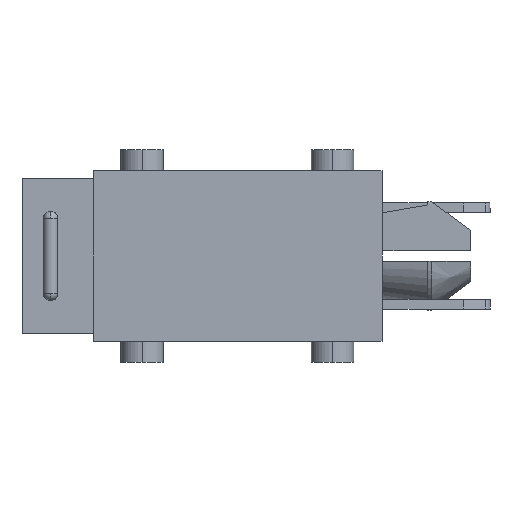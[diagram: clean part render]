
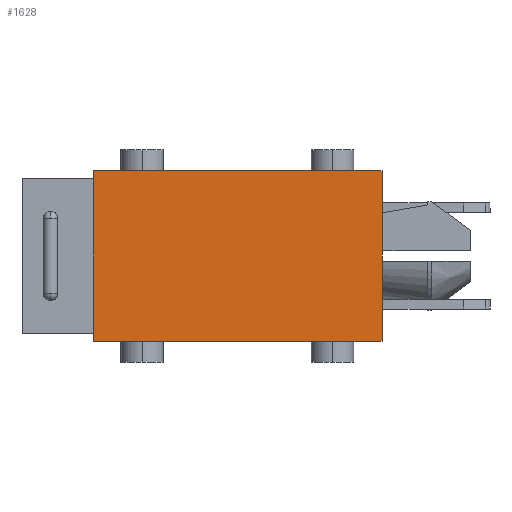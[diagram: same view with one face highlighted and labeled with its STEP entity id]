
A CAD part, left-side view. The second image highlights one B-rep face of the part: STEP entity #1628.
In plain terms, the highlighted planar face has unit normal (-1, 0, 0).
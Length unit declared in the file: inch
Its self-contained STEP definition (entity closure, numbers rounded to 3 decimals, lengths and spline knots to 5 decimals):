
#211 = VECTOR ( 'NONE', #464, 39.37008 ) ;
#304 = PLANE ( 'NONE',  #3939 ) ;
#331 = CARTESIAN_POINT ( 'NONE',  ( -0.34055, 0.2037, -0.12008 ) ) ;
#464 = DIRECTION ( 'NONE',  ( 0., -1., 0. ) ) ;
#522 = VERTEX_POINT ( 'NONE', #537 ) ;
#537 = CARTESIAN_POINT ( 'NONE',  ( -0.34055, 0.2037, -0.12008 ) ) ;
#640 = DIRECTION ( 'NONE',  ( 1., 0., 0. ) ) ;
#911 = CARTESIAN_POINT ( 'NONE',  ( -0.34055, -0.2037, -0.12008 ) ) ;
#1037 = CARTESIAN_POINT ( 'NONE',  ( -0.34055, -0.2037, 0.12008 ) ) ;
#1041 = DIRECTION ( 'NONE',  ( 0., 0., -1. ) ) ;
#1191 = LINE ( 'NONE', #331, #3100 ) ;
#1215 = ORIENTED_EDGE ( 'NONE', *, *, #3447, .F. ) ;
#1242 = EDGE_LOOP ( 'NONE', ( #1440, #2904, #1215, #1801 ) ) ;
#1368 = CARTESIAN_POINT ( 'NONE',  ( -0.34055, 0.2037, 0.12008 ) ) ;
#1440 = ORIENTED_EDGE ( 'NONE', *, *, #3695, .T. ) ;
#1628 = ADVANCED_FACE ( 'NONE', ( #2465 ), #304, .F. ) ;
#1801 = ORIENTED_EDGE ( 'NONE', *, *, #5056, .T. ) ;
#1843 = CARTESIAN_POINT ( 'NONE',  ( -0.34055, 0.2037, 0.12008 ) ) ;
#2125 = DIRECTION ( 'NONE',  ( 0., 0., -1. ) ) ;
#2350 = VERTEX_POINT ( 'NONE', #911 ) ;
#2386 = LINE ( 'NONE', #4539, #5278 ) ;
#2465 = FACE_OUTER_BOUND ( 'NONE', #1242, .T. ) ;
#2473 = CARTESIAN_POINT ( 'NONE',  ( -0.34055, -0.2037, 0.12008 ) ) ;
#2904 = ORIENTED_EDGE ( 'NONE', *, *, #3982, .F. ) ;
#3072 = VERTEX_POINT ( 'NONE', #1368 ) ;
#3100 = VECTOR ( 'NONE', #4319, 39.37008 ) ;
#3447 = EDGE_CURVE ( 'NONE', #3072, #4130, #5004, .T. ) ;
#3665 = VECTOR ( 'NONE', #4120, 39.37008 ) ;
#3695 = EDGE_CURVE ( 'NONE', #522, #2350, #1191, .T. ) ;
#3728 = LINE ( 'NONE', #2473, #3665 ) ;
#3939 = AXIS2_PLACEMENT_3D ( 'NONE', #1843, #640, #1041 ) ;
#3982 = EDGE_CURVE ( 'NONE', #4130, #2350, #3728, .T. ) ;
#4120 = DIRECTION ( 'NONE',  ( 0., 0., -1. ) ) ;
#4130 = VERTEX_POINT ( 'NONE', #1037 ) ;
#4319 = DIRECTION ( 'NONE',  ( 0., -1., 0. ) ) ;
#4512 = CARTESIAN_POINT ( 'NONE',  ( -0.34055, 0.2037, 0.12008 ) ) ;
#4539 = CARTESIAN_POINT ( 'NONE',  ( -0.34055, 0.2037, 0.12008 ) ) ;
#5004 = LINE ( 'NONE', #4512, #211 ) ;
#5056 = EDGE_CURVE ( 'NONE', #3072, #522, #2386, .T. ) ;
#5278 = VECTOR ( 'NONE', #2125, 39.37008 ) ;
